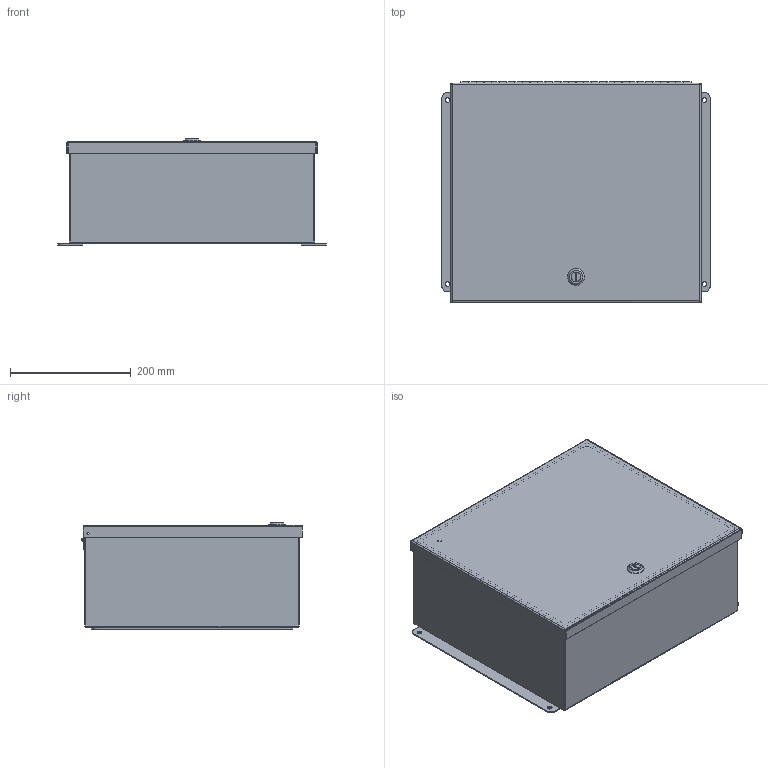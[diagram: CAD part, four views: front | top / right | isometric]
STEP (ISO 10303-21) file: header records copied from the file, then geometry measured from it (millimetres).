
FILE_DESCRIPTION(/* description */ ('NEMA4,JIC,CS,CH,16X14X6'),/* implementation_level */ '2;1');
FILE_NAME(/* name */ 'BN4161406CHQT.stp',/* time_stamp */ '2021-10-23T16:44:40-05:00',/* author */ ('samuelbadillo'),/* organization */ (''),/* preprocessor_version */ 'ST-DEVELOPER v18',/* originating_system */ 'Autodesk Inventor 2020',/* authorisation */ '');
FILE_SCHEMA (('AUTOMOTIVE_DESIGN { 1 0 10303 214 3 1 1 }'));
Length unit declared in the file: inch
Products named in the file (20): BN4161406CHQT; BN4_CHQTLID; FOAM IN PLACE; 3486; 3486_1; HFW328125; HFW328125L; HFW328125P; HFW328125T; BN4161406CHQTBKP; 3499; 38811; HFW351139; 1000-u155_asm; 1000-5046_prt; 1000-24; 1000-u142_asm; 1000-318; 1000-03; 1000-277-01
Assembly tree (22 placements, depth 4):
  BN4161406CHQT
    BN4_CHQTLID
    FOAM IN PLACE
    3486
    3486_1
    HFW328125
      HFW328125L
      HFW328125P
      HFW328125T
    BN4161406CHQTBKP
    3499  x4
    38811
    HFW351139
      1000-u155_asm
      1000-5046_prt
      1000-24
      1000-u142_asm
        1000-318
        1000-03
        1000-277-01
Bounding box: 444.5 x 365.91 x 175.63 mm (x, y, z)
Volume: 1064924.7 mm3; surface area: 1329451.5 mm2
Topology: 21 solids, 23 shells, 843 faces, 2075 edges, 1299 vertices
Faces by surface type: plane 426, cylinder 285, bspline 78, torus 30, cone 20, sphere 4
Full cylindrical faces by diameter (mm): 2.54 x1, 2.957 x30, 3.048 x8, 3.556 x2, 3.962 x4, 4.826 x1, 5 x1, 6 x1, 6.35 x1, 7.62 x4, 7.874 x4, 9.9 x1, 10 x2, 10.2 x1, 11.05 x1, 12.8 x1, 13.5 x1, 15.2 x1, 15.8 x1, 15.875 x4, 16.1 x2, 19.8 x2, 20.376 x1, 22 x3, 28 x2
Entity records: 28108 total; most frequent: CARTESIAN_POINT 7076, DIRECTION 4084, ORIENTED_EDGE 4008, EDGE_CURVE 2006, AXIS2_PLACEMENT_3D 1431, VERTEX_POINT 1251, LINE 1222, VECTOR 1222
